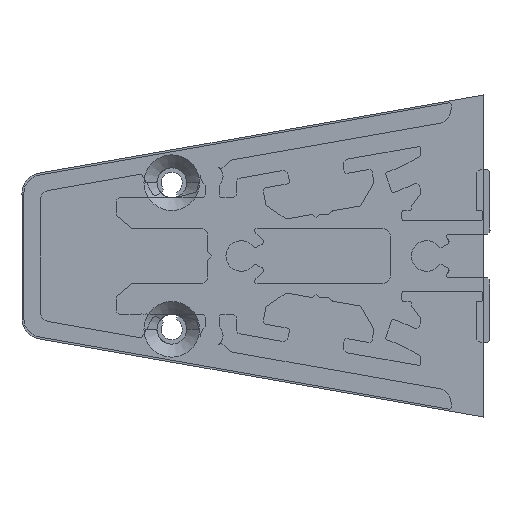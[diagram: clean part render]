
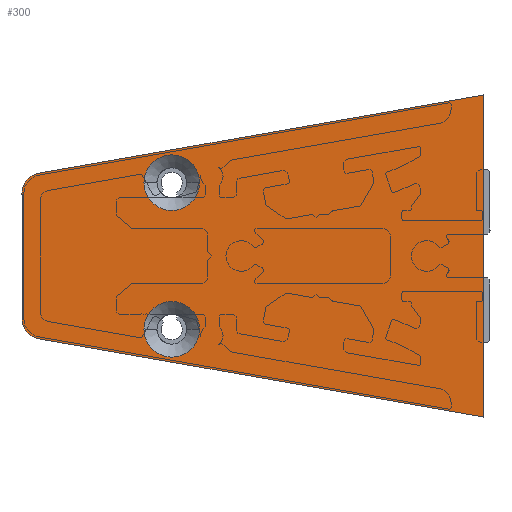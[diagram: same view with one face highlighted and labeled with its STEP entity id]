
A CAD part, front view. The second image highlights one B-rep face of the part: STEP entity #300.
In plain terms, the highlighted planar face has unit normal (0, -1, 0).
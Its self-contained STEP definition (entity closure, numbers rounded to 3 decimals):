
#300=ADVANCED_FACE('',(#874,#875,#876),#877,.T.);
#874=FACE_BOUND('',#1519,.T.);
#875=FACE_BOUND('',#1520,.T.);
#876=FACE_OUTER_BOUND('',#1521,.T.);
#877=PLANE('',#1522);
#1519=EDGE_LOOP('',(#3985,#3986));
#1520=EDGE_LOOP('',(#3987,#3988));
#1521=EDGE_LOOP('',(#3989,#3990,#3991,#3992,#3993,#3994));
#1522=AXIS2_PLACEMENT_3D('',#3995,#3996,#3997);
#3985=ORIENTED_EDGE('',*,*,#5376,.T.);
#3986=ORIENTED_EDGE('',*,*,#4523,.T.);
#3987=ORIENTED_EDGE('',*,*,#5377,.T.);
#3988=ORIENTED_EDGE('',*,*,#4533,.T.);
#3989=ORIENTED_EDGE('',*,*,#5362,.T.);
#3990=ORIENTED_EDGE('',*,*,#5365,.T.);
#3991=ORIENTED_EDGE('',*,*,#5367,.T.);
#3992=ORIENTED_EDGE('',*,*,#5371,.T.);
#3993=ORIENTED_EDGE('',*,*,#5373,.T.);
#3994=ORIENTED_EDGE('',*,*,#5375,.T.);
#3995=CARTESIAN_POINT('',(-21.018,2498.0,-126.753));
#3996=DIRECTION('',(0.,-1.0,0.));
#3997=DIRECTION('',(0.,0.,1.0));
#4523=EDGE_CURVE('',#5488,#5485,#5489,.T.);
#4533=EDGE_CURVE('',#5507,#5504,#5508,.T.);
#5362=EDGE_CURVE('',#6915,#6916,#6917,.T.);
#5365=EDGE_CURVE('',#6916,#6920,#6921,.T.);
#5367=EDGE_CURVE('',#6920,#6923,#6924,.T.);
#5371=EDGE_CURVE('',#6923,#6928,#6929,.T.);
#5373=EDGE_CURVE('',#6928,#6931,#6932,.T.);
#5375=EDGE_CURVE('',#6931,#6915,#6934,.T.);
#5376=EDGE_CURVE('',#5485,#5488,#6935,.T.);
#5377=EDGE_CURVE('',#5504,#5507,#6936,.T.);
#5485=VERTEX_POINT('',#7056);
#5488=VERTEX_POINT('',#7060);
#5489=CIRCLE('',#7061,3.0);
#5504=VERTEX_POINT('',#7079);
#5507=VERTEX_POINT('',#7083);
#5508=CIRCLE('',#7084,3.0);
#6915=VERTEX_POINT('',#8978);
#6916=VERTEX_POINT('',#8979);
#6917=CIRCLE('',#8980,2.2);
#6920=VERTEX_POINT('',#8985);
#6921=LINE('',#8986,#8987);
#6923=VERTEX_POINT('',#8990);
#6924=LINE('',#8991,#8992);
#6928=VERTEX_POINT('',#8999);
#6929=LINE('',#9000,#9001);
#6931=VERTEX_POINT('',#9004);
#6932=CIRCLE('',#9005,2.2);
#6934=LINE('',#9008,#9009);
#6935=CIRCLE('',#9010,3.0);
#6936=CIRCLE('',#9011,3.0);
#7056=CARTESIAN_POINT('',(-10.079,2498.0,-112.1));
#7060=CARTESIAN_POINT('',(-4.079,2498.0,-112.1));
#7061=AXIS2_PLACEMENT_3D('',#9175,#9176,#9177);
#7079=CARTESIAN_POINT('',(-10.079,2498.0,-127.9));
#7083=CARTESIAN_POINT('',(-4.079,2498.0,-127.9));
#7084=AXIS2_PLACEMENT_3D('',#9197,#9198,#9199);
#8978=CARTESIAN_POINT('',(-23.218,2498.0,-126.753));
#8979=CARTESIAN_POINT('',(-21.399,2498.0,-128.92));
#8980=AXIS2_PLACEMENT_3D('',#10710,#10711,#10712);
#8985=CARTESIAN_POINT('',(26.482,2498.0,-137.353));
#8986=CARTESIAN_POINT('',(-21.399,2498.0,-128.92));
#8987=VECTOR('',#10715,1000.0);
#8990=CARTESIAN_POINT('',(26.482,2498.0,-102.647));
#8991=CARTESIAN_POINT('',(26.482,2498.0,-137.353));
#8992=VECTOR('',#10717,1000.0);
#8999=CARTESIAN_POINT('',(-21.399,2498.0,-111.08));
#9000=CARTESIAN_POINT('',(26.482,2498.0,-102.647));
#9001=VECTOR('',#10721,1000.0);
#9004=CARTESIAN_POINT('',(-23.218,2498.0,-113.247));
#9005=AXIS2_PLACEMENT_3D('',#10723,#10724,#10725);
#9008=CARTESIAN_POINT('',(-23.218,2498.0,-113.247));
#9009=VECTOR('',#10727,1000.0);
#9010=AXIS2_PLACEMENT_3D('',#10728,#10729,#10730);
#9011=AXIS2_PLACEMENT_3D('',#10731,#10732,#10733);
#9175=CARTESIAN_POINT('',(-7.079,2498.0,-112.1));
#9176=DIRECTION('',(0.,1.0,0.));
#9177=DIRECTION('',(-1.0,0.,0.));
#9197=CARTESIAN_POINT('',(-7.079,2498.0,-127.9));
#9198=DIRECTION('',(0.,1.0,0.));
#9199=DIRECTION('',(-1.0,0.,0.));
#10710=CARTESIAN_POINT('',(-21.018,2498.0,-126.753));
#10711=DIRECTION('',(0.,-1.0,0.));
#10712=DIRECTION('',(0.,0.,1.0));
#10715=DIRECTION('',(0.985,0.,-0.173));
#10717=DIRECTION('',(0.,0.,1.0));
#10721=DIRECTION('',(-0.985,0.,-0.173));
#10723=CARTESIAN_POINT('',(-21.018,2498.0,-113.247));
#10724=DIRECTION('',(0.,-1.0,0.));
#10725=DIRECTION('',(0.,0.,1.0));
#10727=DIRECTION('',(0.,0.,-1.0));
#10728=CARTESIAN_POINT('',(-7.079,2498.0,-112.1));
#10729=DIRECTION('',(0.,1.0,0.));
#10730=DIRECTION('',(-1.0,0.,0.));
#10731=CARTESIAN_POINT('',(-7.079,2498.0,-127.9));
#10732=DIRECTION('',(0.,1.0,0.));
#10733=DIRECTION('',(-1.0,0.,0.));
